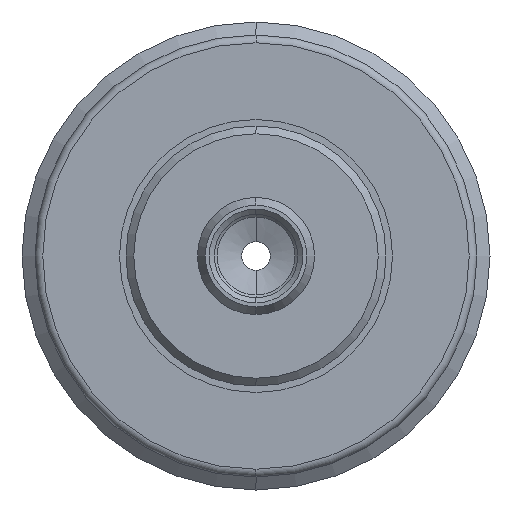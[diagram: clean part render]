
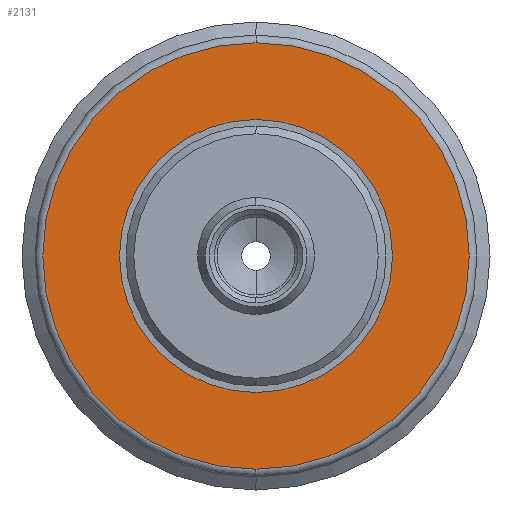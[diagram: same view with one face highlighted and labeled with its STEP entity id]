
A CAD part, left-side view. The second image highlights one B-rep face of the part: STEP entity #2131.
In plain terms, the highlighted planar face has unit normal (-1, 0, 0).
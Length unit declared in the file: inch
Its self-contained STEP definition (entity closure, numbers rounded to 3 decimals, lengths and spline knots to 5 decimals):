
#306 = CARTESIAN_POINT ( 'NONE',  ( -0.74016, 0., 0.32283 ) ) ;
#331 = CARTESIAN_POINT ( 'NONE',  ( -0.74016, 0., 0.20669 ) ) ;
#450 = CARTESIAN_POINT ( 'NONE',  ( -0.74016, 0., -0.32283 ) ) ;
#601 = CARTESIAN_POINT ( 'NONE',  ( -0.74016, 0., -0.20669 ) ) ;
#699 = DIRECTION ( 'NONE',  ( 1., 0., 0. ) ) ;
#838 = CARTESIAN_POINT ( 'NONE',  ( -0.74016, 0., -0.32283 ) ) ;
#940 = DIRECTION ( 'NONE',  ( 0., 0., -1. ) ) ;
#1010 = PLANE ( 'NONE',  #1572 ) ;
#1188 = VERTEX_POINT ( 'NONE', #331 ) ;
#1190 = VERTEX_POINT ( 'NONE', #601 ) ;
#1210 = VERTEX_POINT ( 'NONE', #450 ) ;
#1212 = EDGE_LOOP ( 'NONE', ( #2503, #2968 ) ) ;
#1225 = EDGE_LOOP ( 'NONE', ( #2486, #3297 ) ) ;
#1307 = VERTEX_POINT ( 'NONE', #306 ) ;
#1469 = AXIS2_PLACEMENT_3D ( 'NONE', #3620, #3367, #3742 ) ;
#1572 = AXIS2_PLACEMENT_3D ( 'NONE', #838, #699, #940 ) ;
#1600 = AXIS2_PLACEMENT_3D ( 'NONE', #3369, #3336, #3778 ) ;
#1601 = AXIS2_PLACEMENT_3D ( 'NONE', #3693, #3563, #3511 ) ;
#1604 = AXIS2_PLACEMENT_3D ( 'NONE', #3667, #3440, #3854 ) ;
#1910 = EDGE_CURVE ( 'NONE', #1188, #1190, #3160, .T. ) ;
#1912 = EDGE_CURVE ( 'NONE', #1210, #1307, #2851, .T. ) ;
#1927 = EDGE_CURVE ( 'NONE', #1190, #1188, #2679, .T. ) ;
#1986 = EDGE_CURVE ( 'NONE', #1307, #1210, #2263, .T. ) ;
#2131 = ADVANCED_FACE ( 'NONE', ( #2935, #2576 ), #1010, .F. ) ;
#2263 = CIRCLE ( 'NONE', #1469, 0.32283 ) ;
#2486 = ORIENTED_EDGE ( 'NONE', *, *, #1986, .T. ) ;
#2503 = ORIENTED_EDGE ( 'NONE', *, *, #1910, .F. ) ;
#2576 = FACE_OUTER_BOUND ( 'NONE', #1225, .T. ) ;
#2679 = CIRCLE ( 'NONE', #1604, 0.20669 ) ;
#2851 = CIRCLE ( 'NONE', #1600, 0.32283 ) ;
#2935 = FACE_BOUND ( 'NONE', #1212, .T. ) ;
#2968 = ORIENTED_EDGE ( 'NONE', *, *, #1927, .F. ) ;
#3160 = CIRCLE ( 'NONE', #1601, 0.20669 ) ;
#3297 = ORIENTED_EDGE ( 'NONE', *, *, #1912, .T. ) ;
#3336 = DIRECTION ( 'NONE',  ( -1., 0., 0. ) ) ;
#3367 = DIRECTION ( 'NONE',  ( -1., 0., 0. ) ) ;
#3369 = CARTESIAN_POINT ( 'NONE',  ( -0.74016, 0., 0. ) ) ;
#3440 = DIRECTION ( 'NONE',  ( -1., 0., 0. ) ) ;
#3511 = DIRECTION ( 'NONE',  ( 0., 0., 1. ) ) ;
#3563 = DIRECTION ( 'NONE',  ( -1., 0., 0. ) ) ;
#3620 = CARTESIAN_POINT ( 'NONE',  ( -0.74016, 0., 0. ) ) ;
#3667 = CARTESIAN_POINT ( 'NONE',  ( -0.74016, 0., 0. ) ) ;
#3693 = CARTESIAN_POINT ( 'NONE',  ( -0.74016, 0., 0. ) ) ;
#3742 = DIRECTION ( 'NONE',  ( 0., 0., 1. ) ) ;
#3778 = DIRECTION ( 'NONE',  ( 0., 0., 1. ) ) ;
#3854 = DIRECTION ( 'NONE',  ( 0., 0., 1. ) ) ;
